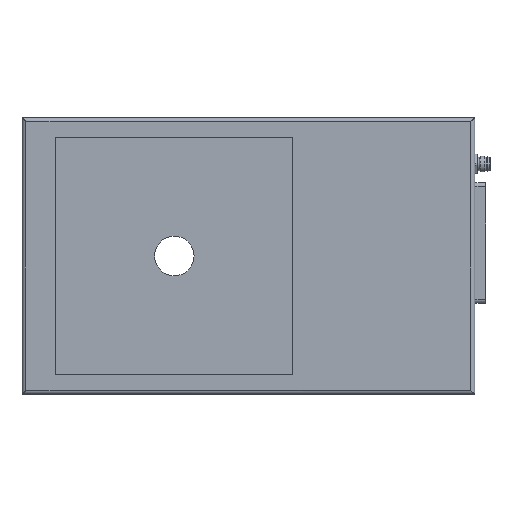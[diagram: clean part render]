
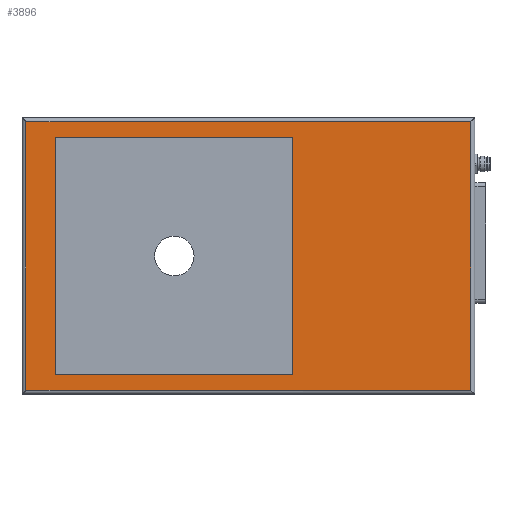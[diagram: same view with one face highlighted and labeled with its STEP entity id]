
A CAD part, top view. The second image highlights one B-rep face of the part: STEP entity #3896.
In plain terms, the highlighted face is planar.
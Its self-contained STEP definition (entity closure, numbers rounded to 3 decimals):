
#1847=ORIENTED_EDGE('',*,*,#2441,.F.);
#1848=ORIENTED_EDGE('',*,*,#2440,.F.);
#1849=ORIENTED_EDGE('',*,*,#2442,.F.);
#1850=ORIENTED_EDGE('',*,*,#2443,.F.);
#1851=ORIENTED_EDGE('',*,*,#2444,.T.);
#1852=ORIENTED_EDGE('',*,*,#2445,.T.);
#1853=ORIENTED_EDGE('',*,*,#2446,.T.);
#1854=ORIENTED_EDGE('',*,*,#2447,.T.);
#2143=VECTOR('',#2907,1.);
#2144=VECTOR('',#2910,1.);
#2145=VECTOR('',#2911,1.);
#2146=VECTOR('',#2912,1.);
#2147=VECTOR('',#2913,1.);
#2148=VECTOR('',#2914,1.);
#2149=VECTOR('',#2915,1.);
#2150=VECTOR('',#2916,1.);
#2225=LINE('',#3349,#2143);
#2226=LINE('',#3352,#2144);
#2227=LINE('',#3354,#2145);
#2228=LINE('',#3355,#2146);
#2229=LINE('',#3358,#2147);
#2230=LINE('',#3360,#2148);
#2231=LINE('',#3362,#2149);
#2232=LINE('',#3363,#2150);
#2309=VERTEX_POINT('',#3345);
#2310=VERTEX_POINT('',#3347);
#2311=VERTEX_POINT('',#3351);
#2312=VERTEX_POINT('',#3353);
#2313=VERTEX_POINT('',#3356);
#2314=VERTEX_POINT('',#3357);
#2315=VERTEX_POINT('',#3359);
#2316=VERTEX_POINT('',#3361);
#2440=EDGE_CURVE('',#2310,#2309,#2225,.T.);
#2441=EDGE_CURVE('',#2309,#2311,#2226,.T.);
#2442=EDGE_CURVE('',#2312,#2310,#2227,.T.);
#2443=EDGE_CURVE('',#2311,#2312,#2228,.T.);
#2444=EDGE_CURVE('',#2313,#2314,#2229,.T.);
#2445=EDGE_CURVE('',#2314,#2315,#2230,.T.);
#2446=EDGE_CURVE('',#2315,#2316,#2231,.T.);
#2447=EDGE_CURVE('',#2316,#2313,#2232,.T.);
#2581=EDGE_LOOP('',(#1847,#1848,#1849,#1850));
#2582=EDGE_LOOP('',(#1851,#1852,#1853,#1854));
#2723=FACE_BOUND('',#2581,.T.);
#2724=FACE_BOUND('',#2582,.T.);
#2907=DIRECTION('',(-225.,0.,0.));
#2908=DIRECTION('',(0.,0.,-1.));
#2909=DIRECTION('',(0.,1.,0.));
#2910=DIRECTION('',(0.,-136.,0.));
#2911=DIRECTION('',(0.,136.,0.));
#2912=DIRECTION('',(225.,0.,0.));
#2913=DIRECTION('',(0.,-120.,0.));
#2914=DIRECTION('',(120.,0.,0.));
#2915=DIRECTION('',(0.,120.,0.));
#2916=DIRECTION('',(-120.,0.,0.));
#3345=CARTESIAN_POINT('',(-227.,-2.,-21.));
#3347=CARTESIAN_POINT('',(-2.,-2.,-21.));
#3349=CARTESIAN_POINT('',(-2.,-2.,-21.));
#3350=CARTESIAN_POINT('',(-227.,-2.,-21.));
#3351=CARTESIAN_POINT('',(-227.,-138.,-21.));
#3352=CARTESIAN_POINT('',(-227.,-2.,-21.));
#3353=CARTESIAN_POINT('',(-2.,-138.,-21.));
#3354=CARTESIAN_POINT('',(-2.,-138.,-21.));
#3355=CARTESIAN_POINT('',(-227.,-138.,-21.));
#3356=CARTESIAN_POINT('',(-212.,-10.,-21.));
#3357=CARTESIAN_POINT('',(-212.,-130.,-21.));
#3358=CARTESIAN_POINT('',(-212.,-10.,-21.));
#3359=CARTESIAN_POINT('',(-92.,-130.,-21.));
#3360=CARTESIAN_POINT('',(-212.,-130.,-21.));
#3361=CARTESIAN_POINT('',(-92.,-10.,-21.));
#3362=CARTESIAN_POINT('',(-92.,-130.,-21.));
#3363=CARTESIAN_POINT('',(-92.,-10.,-21.));
#3689=AXIS2_PLACEMENT_3D('',#3350,#2908,#2909);
#3855=PLANE('',#3689);
#3896=ADVANCED_FACE('',(#2723,#2724),#3855,.T.);
